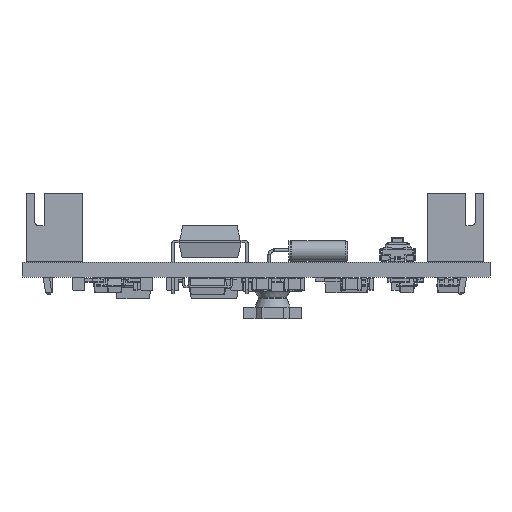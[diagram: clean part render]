
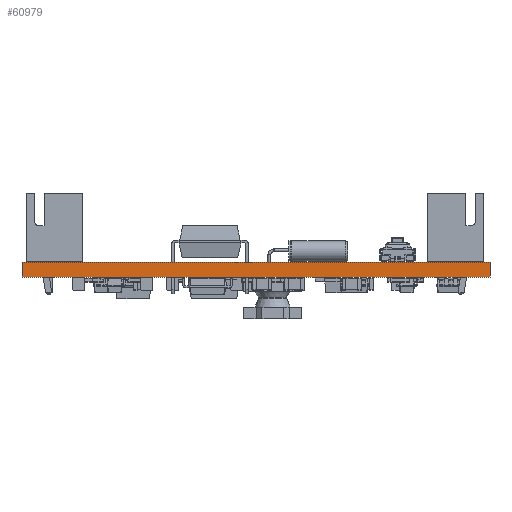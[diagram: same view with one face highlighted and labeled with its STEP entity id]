
A CAD part, front view. The second image highlights one B-rep face of the part: STEP entity #60979.
In plain terms, the highlighted planar face has unit normal (0, -1, 0).
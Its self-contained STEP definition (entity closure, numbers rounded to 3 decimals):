
#60979 = ADVANCED_FACE('',(#60980),#61014,.T.);
#60980 = FACE_BOUND('',#60981,.T.);
#60981 = EDGE_LOOP('',(#60982,#60992,#61000,#61008));
#60982 = ORIENTED_EDGE('',*,*,#60983,.T.);
#60983 = EDGE_CURVE('',#60984,#60986,#60988,.T.);
#60984 = VERTEX_POINT('',#60985);
#60985 = CARTESIAN_POINT('',(24.,-36.,0.));
#60986 = VERTEX_POINT('',#60987);
#60987 = CARTESIAN_POINT('',(24.,-36.,1.51));
#60988 = LINE('',#60989,#60990);
#60989 = CARTESIAN_POINT('',(24.,-36.,0.));
#60990 = VECTOR('',#60991,1.);
#60991 = DIRECTION('',(0.,0.,1.));
#60992 = ORIENTED_EDGE('',*,*,#60993,.T.);
#60993 = EDGE_CURVE('',#60986,#60994,#60996,.T.);
#60994 = VERTEX_POINT('',#60995);
#60995 = CARTESIAN_POINT('',(-24.,-36.,1.51));
#60996 = LINE('',#60997,#60998);
#60997 = CARTESIAN_POINT('',(24.,-36.,1.51));
#60998 = VECTOR('',#60999,1.);
#60999 = DIRECTION('',(-1.,0.,0.));
#61000 = ORIENTED_EDGE('',*,*,#61001,.F.);
#61001 = EDGE_CURVE('',#61002,#60994,#61004,.T.);
#61002 = VERTEX_POINT('',#61003);
#61003 = CARTESIAN_POINT('',(-24.,-36.,0.));
#61004 = LINE('',#61005,#61006);
#61005 = CARTESIAN_POINT('',(-24.,-36.,0.));
#61006 = VECTOR('',#61007,1.);
#61007 = DIRECTION('',(0.,0.,1.));
#61008 = ORIENTED_EDGE('',*,*,#61009,.F.);
#61009 = EDGE_CURVE('',#60984,#61002,#61010,.T.);
#61010 = LINE('',#61011,#61012);
#61011 = CARTESIAN_POINT('',(24.,-36.,0.));
#61012 = VECTOR('',#61013,1.);
#61013 = DIRECTION('',(-1.,0.,0.));
#61014 = PLANE('',#61015);
#61015 = AXIS2_PLACEMENT_3D('',#61016,#61017,#61018);
#61016 = CARTESIAN_POINT('',(24.,-36.,0.));
#61017 = DIRECTION('',(0.,-1.,0.));
#61018 = DIRECTION('',(-1.,0.,0.));
